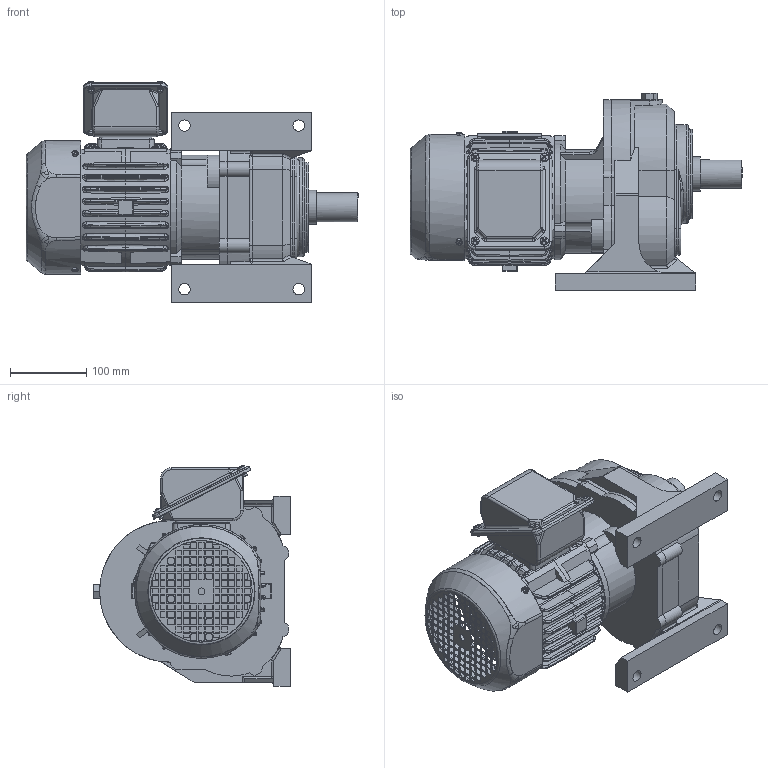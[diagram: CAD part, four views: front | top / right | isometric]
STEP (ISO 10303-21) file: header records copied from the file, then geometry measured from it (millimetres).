
FILE_DESCRIPTION (( 'STEP AP214' ), '1' );
FILE_NAME ('EK2DO07664H001_F1HM_0.75KW_R40_CUSTOMER.STEP', '2022-08-11T01:20:24', ( 'Windows 餌辨濠' ), ( '' ), 'SwSTEP 2.0', 'SolidWorks 2021', '' );
FILE_SCHEMA (( 'AUTOMOTIVE_DESIGN' ));
Length unit declared in the file: millimetre
Products named in the file (1): EK2DO07664H001_F1HM_0.75KW_R40_CUSTOMER
Bounding box: 436.5 x 259 x 290.46 mm (x, y, z)
Volume: 9143637.4 mm3; surface area: 737703.4 mm2
Topology: 16 solids, 18 shells, 2727 faces, 7155 edges, 4474 vertices
Faces by surface type: plane 1069, cylinder 1068, bspline 535, cone 55
Full cylindrical faces by diameter (mm): 4.917 x4, 5 x3, 6 x8, 6.647 x6, 7 x8, 8 x12, 9 x1, 10 x2, 10.5 x4, 12 x2, 15 x4, 20 x1, 38 x1, 40 x1, 45 x2, 118 x1, 130 x1, 147 x2
Entity records: 135665 total; most frequent: CARTESIAN_POINT 41982, ORIENTED_EDGE 14026, DIRECTION 12052, EDGE_CURVE 7013, VERTEX_POINT 4450, AXIS2_PLACEMENT_3D 4207, LINE 3638, VECTOR 3638
